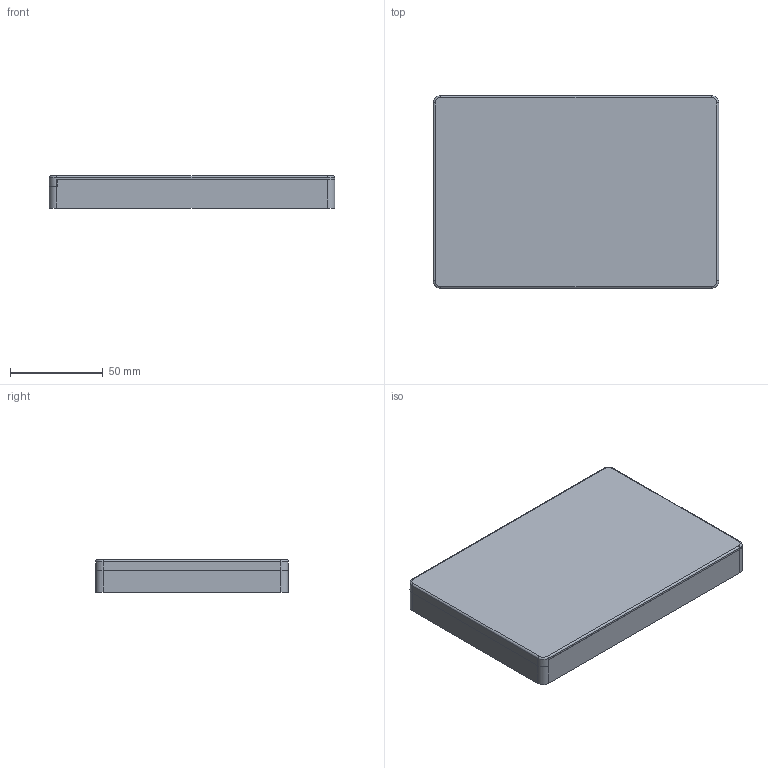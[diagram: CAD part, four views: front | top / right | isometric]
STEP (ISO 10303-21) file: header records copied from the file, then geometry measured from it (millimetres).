
FILE_DESCRIPTION(/* description */ (''),/* implementation_level */ '2;1');
FILE_NAME(/* name */ 'Box & Lid 150x100x10.step',/* time_stamp */ '2024-04-17T11:45:31-06:00',/* author */ (''),/* organization */ (''),/* preprocessor_version */ 'ST-DEVELOPER v20',/* originating_system */ 'Autodesk Translation Framework v12.20.1.177',/* authorisation */ '');
FILE_SCHEMA (('AUTOMOTIVE_DESIGN { 1 0 10303 214 3 1 1 }'));
Length unit declared in the file: millimetre
Products named in the file (3): Plain Box; Box; Lid
Assembly tree (2 placements, depth 2):
  Plain Box
    Box
    Lid
Bounding box: 154 x 104 x 17.5 mm (x, y, z)
Volume: 129622.6 mm3; surface area: 81825.8 mm2
Topology: 2 solids, 2 shells, 77 faces, 200 edges, 128 vertices
Faces by surface type: plane 39, cylinder 30, bspline 4, torus 4
Entity records: 2471 total; most frequent: CARTESIAN_POINT 442, DIRECTION 426, ORIENTED_EDGE 400, EDGE_CURVE 200, AXIS2_PLACEMENT_3D 148, LINE 130, VECTOR 130, VERTEX_POINT 128
